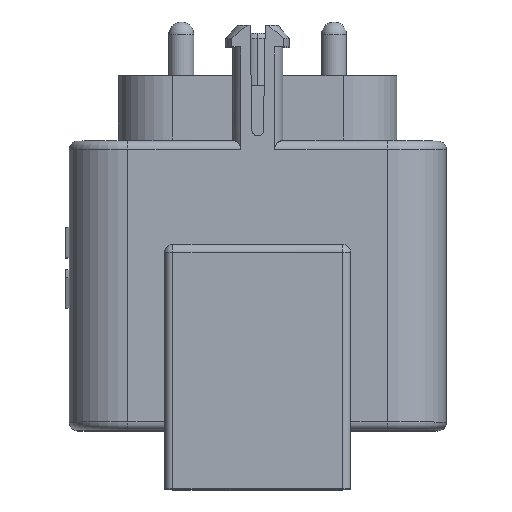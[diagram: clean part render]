
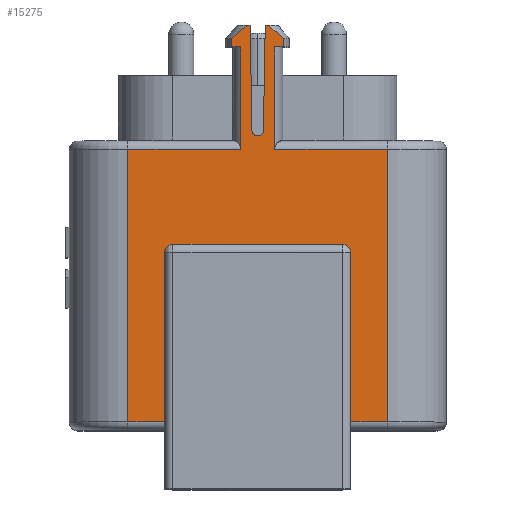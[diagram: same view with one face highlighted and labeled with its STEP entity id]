
A CAD part, top view. The second image highlights one B-rep face of the part: STEP entity #15275.
In plain terms, the highlighted planar face has unit normal (0, 0, 1).
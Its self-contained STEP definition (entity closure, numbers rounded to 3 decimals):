
#763=DIRECTION('',(-1.,0.,0.));
#764=VECTOR('',#763,6.72);
#765=CARTESIAN_POINT('',(-1.02,16.75,13.55));
#766=LINE('',#765,#764);
#771=DIRECTION('',(1.,0.,0.));
#772=VECTOR('',#771,0.097);
#773=CARTESIAN_POINT('',(-0.547,24.15,13.55));
#774=LINE('',#773,#772);
#775=DIRECTION('',(0.017,-1.,0.));
#776=VECTOR('',#775,6.266);
#777=CARTESIAN_POINT('',(-0.45,24.15,13.55));
#778=LINE('',#777,#776);
#779=CARTESIAN_POINT('',(0.,17.891,13.55));
#780=DIRECTION('',(0.,0.,1.));
#781=DIRECTION('',(-1.,-0.017,0.));
#782=AXIS2_PLACEMENT_3D('',#779,#780,#781);
#784=DIRECTION('',(0.017,1.,0.));
#785=VECTOR('',#784,6.266);
#786=CARTESIAN_POINT('',(0.341,17.885,13.55));
#787=LINE('',#786,#785);
#788=DIRECTION('',(1.,0.,0.));
#789=VECTOR('',#788,0.097);
#790=CARTESIAN_POINT('',(0.45,24.15,13.55));
#791=LINE('',#790,#789);
#792=CARTESIAN_POINT('',(5.05,10.58,13.55));
#793=DIRECTION('',(0.,0.,1.));
#794=DIRECTION('',(1.,0.,0.));
#795=AXIS2_PLACEMENT_3D('',#792,#793,#794);
#797=DIRECTION('',(-1.,0.,0.));
#798=VECTOR('',#797,10.1);
#799=CARTESIAN_POINT('',(5.05,11.08,13.55));
#800=LINE('',#799,#798);
#801=CARTESIAN_POINT('',(-5.05,10.58,13.55));
#802=DIRECTION('',(0.,0.,1.));
#803=DIRECTION('',(0.,1.,0.));
#804=AXIS2_PLACEMENT_3D('',#801,#802,#803);
#806=DIRECTION('',(0.,-1.,0.));
#807=VECTOR('',#806,10.08);
#808=CARTESIAN_POINT('',(-5.55,10.58,13.55));
#809=LINE('',#808,#807);
#814=DIRECTION('',(1.,0.,0.));
#815=VECTOR('',#814,2.19);
#816=CARTESIAN_POINT('',(-7.74,0.5,13.55));
#817=LINE('',#816,#815);
#2015=DIRECTION('',(0.,-1.,0.));
#2016=VECTOR('',#2015,10.08);
#2017=CARTESIAN_POINT('',(5.55,10.58,13.55));
#2018=LINE('',#2017,#2016);
#2032=DIRECTION('',(1.,0.,0.));
#2033=VECTOR('',#2032,2.19);
#2034=CARTESIAN_POINT('',(5.55,0.5,13.55));
#2035=LINE('',#2034,#2033);
#2133=DIRECTION('',(0.,1.,0.));
#2134=VECTOR('',#2133,16.25);
#2135=CARTESIAN_POINT('',(7.74,0.5,13.55));
#2136=LINE('',#2135,#2134);
#2430=DIRECTION('',(0.,-1.,0.));
#2431=VECTOR('',#2430,16.25);
#2432=CARTESIAN_POINT('',(-7.74,16.75,13.55));
#2433=LINE('',#2432,#2431);
#7726=DIRECTION('',(-1.,0.,0.));
#7727=VECTOR('',#7726,6.72);
#7728=CARTESIAN_POINT('',(7.74,16.75,13.55));
#7729=LINE('',#7728,#7727);
#7744=DIRECTION('',(0.,1.,0.));
#7745=VECTOR('',#7744,6.1);
#7746=CARTESIAN_POINT('',(1.02,16.75,13.55));
#7747=LINE('',#7746,#7745);
#7752=DIRECTION('',(1.,0.,0.));
#7753=VECTOR('',#7752,0.529);
#7754=CARTESIAN_POINT('',(1.02,22.85,13.55));
#7755=LINE('',#7754,#7753);
#7766=DIRECTION('',(0.,1.,0.));
#7767=VECTOR('',#7766,0.5);
#7768=CARTESIAN_POINT('',(1.549,22.85,13.55));
#7769=LINE('',#7768,#7767);
#7774=CARTESIAN_POINT('',(1.549,23.35,13.55));
#7775=CARTESIAN_POINT('',(1.477,23.42,13.55));
#7776=CARTESIAN_POINT('',(1.339,23.551,13.55));
#7777=CARTESIAN_POINT('',(1.15,23.719,13.55));
#7778=CARTESIAN_POINT('',(0.979,23.861,13.55));
#7779=CARTESIAN_POINT('',(0.824,23.979,13.55));
#7780=CARTESIAN_POINT('',(0.681,24.075,13.55));
#7781=CARTESIAN_POINT('',(0.591,24.127,13.55));
#7782=CARTESIAN_POINT('',(0.547,24.15,13.55));
#7833=CARTESIAN_POINT('',(-0.547,24.15,13.55));
#7834=CARTESIAN_POINT('',(-0.591,24.127,13.55));
#7835=CARTESIAN_POINT('',(-0.681,24.075,13.55));
#7836=CARTESIAN_POINT('',(-0.824,23.979,13.55));
#7837=CARTESIAN_POINT('',(-0.979,23.861,13.55));
#7838=CARTESIAN_POINT('',(-1.15,23.719,13.55));
#7839=CARTESIAN_POINT('',(-1.339,23.551,13.55));
#7840=CARTESIAN_POINT('',(-1.477,23.42,13.55));
#7841=CARTESIAN_POINT('',(-1.549,23.35,13.55));
#7858=DIRECTION('',(0.,-1.,0.));
#7859=VECTOR('',#7858,0.5);
#7860=CARTESIAN_POINT('',(-1.549,23.35,13.55));
#7861=LINE('',#7860,#7859);
#7866=DIRECTION('',(1.,0.,0.));
#7867=VECTOR('',#7866,0.529);
#7868=CARTESIAN_POINT('',(-1.549,22.85,13.55));
#7869=LINE('',#7868,#7867);
#7880=DIRECTION('',(0.,-1.,0.));
#7881=VECTOR('',#7880,6.1);
#7882=CARTESIAN_POINT('',(-1.02,22.85,13.55));
#7883=LINE('',#7882,#7881);
#12487=CARTESIAN_POINT('',(-5.55,0.5,13.55));
#12488=VERTEX_POINT('',#12487);
#12489=CARTESIAN_POINT('',(-5.55,10.58,13.55));
#12490=VERTEX_POINT('',#12489);
#12634=CARTESIAN_POINT('',(7.74,0.5,13.55));
#12635=VERTEX_POINT('',#12634);
#12636=CARTESIAN_POINT('',(5.55,0.5,13.55));
#12637=VERTEX_POINT('',#12636);
#12639=CARTESIAN_POINT('',(-7.74,0.5,13.55));
#12640=VERTEX_POINT('',#12639);
#12641=CARTESIAN_POINT('',(-7.74,16.75,13.55));
#12642=VERTEX_POINT('',#12641);
#12643=CARTESIAN_POINT('',(-1.02,16.75,13.55));
#12644=VERTEX_POINT('',#12643);
#12645=CARTESIAN_POINT('',(-1.02,22.85,13.55));
#12646=VERTEX_POINT('',#12645);
#12647=CARTESIAN_POINT('',(-1.549,22.85,13.55));
#12648=VERTEX_POINT('',#12647);
#12649=CARTESIAN_POINT('',(-1.549,23.35,13.55));
#12650=VERTEX_POINT('',#12649);
#12651=VERTEX_POINT('',#7833);
#12652=CARTESIAN_POINT('',(-0.45,24.15,13.55));
#12653=VERTEX_POINT('',#12652);
#12654=CARTESIAN_POINT('',(-0.341,17.885,13.55));
#12655=VERTEX_POINT('',#12654);
#12656=CARTESIAN_POINT('',(0.341,17.885,13.55));
#12657=VERTEX_POINT('',#12656);
#12658=CARTESIAN_POINT('',(0.45,24.15,13.55));
#12659=VERTEX_POINT('',#12658);
#12660=CARTESIAN_POINT('',(0.547,24.15,13.55));
#12661=VERTEX_POINT('',#12660);
#12662=VERTEX_POINT('',#7774);
#12663=CARTESIAN_POINT('',(1.549,22.85,13.55));
#12664=VERTEX_POINT('',#12663);
#12665=CARTESIAN_POINT('',(1.02,22.85,13.55));
#12666=VERTEX_POINT('',#12665);
#12667=CARTESIAN_POINT('',(1.02,16.75,13.55));
#12668=VERTEX_POINT('',#12667);
#12669=CARTESIAN_POINT('',(7.74,16.75,13.55));
#12670=VERTEX_POINT('',#12669);
#12671=CARTESIAN_POINT('',(5.55,10.58,13.55));
#12672=VERTEX_POINT('',#12671);
#12673=CARTESIAN_POINT('',(5.05,11.08,13.55));
#12674=VERTEX_POINT('',#12673);
#12675=CARTESIAN_POINT('',(-5.05,11.08,13.55));
#12676=VERTEX_POINT('',#12675);
#15221=CARTESIAN_POINT('',(-11.24,0.,13.55));
#15222=DIRECTION('',(0.,0.,1.));
#15223=DIRECTION('',(1.,0.,0.));
#15224=AXIS2_PLACEMENT_3D('',#15221,#15222,#15223);
#15225=PLANE('',#15224);
#15227=ORIENTED_EDGE('',*,*,#15226,.F.);
#15229=ORIENTED_EDGE('',*,*,#15228,.F.);
#15230=ORIENTED_EDGE('',*,*,#15211,.F.);
#15232=ORIENTED_EDGE('',*,*,#15231,.F.);
#15234=ORIENTED_EDGE('',*,*,#15233,.F.);
#15236=ORIENTED_EDGE('',*,*,#15235,.F.);
#15238=ORIENTED_EDGE('',*,*,#15237,.F.);
#15240=ORIENTED_EDGE('',*,*,#15239,.T.);
#15242=ORIENTED_EDGE('',*,*,#15241,.T.);
#15244=ORIENTED_EDGE('',*,*,#15243,.T.);
#15246=ORIENTED_EDGE('',*,*,#15245,.T.);
#15248=ORIENTED_EDGE('',*,*,#15247,.T.);
#15250=ORIENTED_EDGE('',*,*,#15249,.F.);
#15252=ORIENTED_EDGE('',*,*,#15251,.F.);
#15254=ORIENTED_EDGE('',*,*,#15253,.F.);
#15256=ORIENTED_EDGE('',*,*,#15255,.F.);
#15258=ORIENTED_EDGE('',*,*,#15257,.F.);
#15260=ORIENTED_EDGE('',*,*,#15259,.F.);
#15262=ORIENTED_EDGE('',*,*,#15261,.F.);
#15264=ORIENTED_EDGE('',*,*,#15263,.F.);
#15266=ORIENTED_EDGE('',*,*,#15265,.T.);
#15268=ORIENTED_EDGE('',*,*,#15267,.T.);
#15270=ORIENTED_EDGE('',*,*,#15269,.T.);
#15272=ORIENTED_EDGE('',*,*,#15271,.T.);
#15273=EDGE_LOOP('',(#15227,#15229,#15230,#15232,#15234,#15236,#15238,#15240,
#15242,#15244,#15246,#15248,#15250,#15252,#15254,#15256,#15258,#15260,#15262,
#15264,#15266,#15268,#15270,#15272));
#15274=FACE_OUTER_BOUND('',#15273,.F.);
#15275=ADVANCED_FACE('',(#15274),#15225,.T.);
#783=CIRCLE('',#782,0.341);
#796=CIRCLE('',#795,0.5);
#805=CIRCLE('',#804,0.5);
#7783=B_SPLINE_CURVE_WITH_KNOTS('',3,(#7774,#7775,#7776,#7777,#7778,#7779,#7780,
#7781,#7782),.UNSPECIFIED.,.F.,.F.,(4,1,1,1,1,1,4),(0.,0.167,
0.333,0.5,0.667,0.833,1.),
.UNSPECIFIED.);
#7842=B_SPLINE_CURVE_WITH_KNOTS('',3,(#7833,#7834,#7835,#7836,#7837,#7838,#7839,
#7840,#7841),.UNSPECIFIED.,.F.,.F.,(4,1,1,1,1,1,4),(0.,0.167,
0.333,0.5,0.667,0.833,1.),
.UNSPECIFIED.);
#15211=EDGE_CURVE('',#12644,#12642,#766,.T.);
#15226=EDGE_CURVE('',#12640,#12488,#817,.T.);
#15228=EDGE_CURVE('',#12642,#12640,#2433,.T.);
#15231=EDGE_CURVE('',#12646,#12644,#7883,.T.);
#15233=EDGE_CURVE('',#12648,#12646,#7869,.T.);
#15235=EDGE_CURVE('',#12650,#12648,#7861,.T.);
#15237=EDGE_CURVE('',#12651,#12650,#7842,.T.);
#15239=EDGE_CURVE('',#12651,#12653,#774,.T.);
#15241=EDGE_CURVE('',#12653,#12655,#778,.T.);
#15243=EDGE_CURVE('',#12655,#12657,#783,.T.);
#15245=EDGE_CURVE('',#12657,#12659,#787,.T.);
#15247=EDGE_CURVE('',#12659,#12661,#791,.T.);
#15249=EDGE_CURVE('',#12662,#12661,#7783,.T.);
#15251=EDGE_CURVE('',#12664,#12662,#7769,.T.);
#15253=EDGE_CURVE('',#12666,#12664,#7755,.T.);
#15255=EDGE_CURVE('',#12668,#12666,#7747,.T.);
#15257=EDGE_CURVE('',#12670,#12668,#7729,.T.);
#15259=EDGE_CURVE('',#12635,#12670,#2136,.T.);
#15261=EDGE_CURVE('',#12637,#12635,#2035,.T.);
#15263=EDGE_CURVE('',#12672,#12637,#2018,.T.);
#15265=EDGE_CURVE('',#12672,#12674,#796,.T.);
#15267=EDGE_CURVE('',#12674,#12676,#800,.T.);
#15269=EDGE_CURVE('',#12676,#12490,#805,.T.);
#15271=EDGE_CURVE('',#12490,#12488,#809,.T.);
